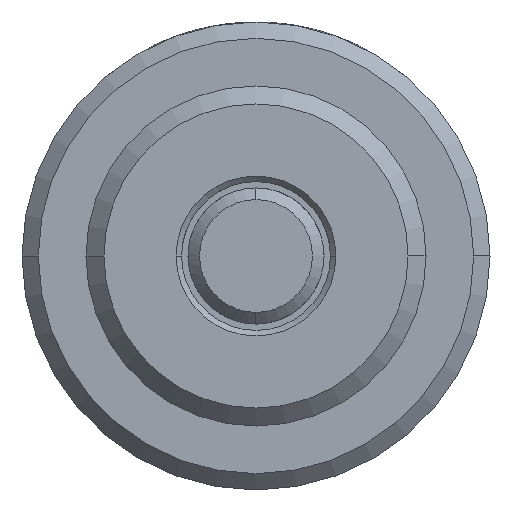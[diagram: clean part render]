
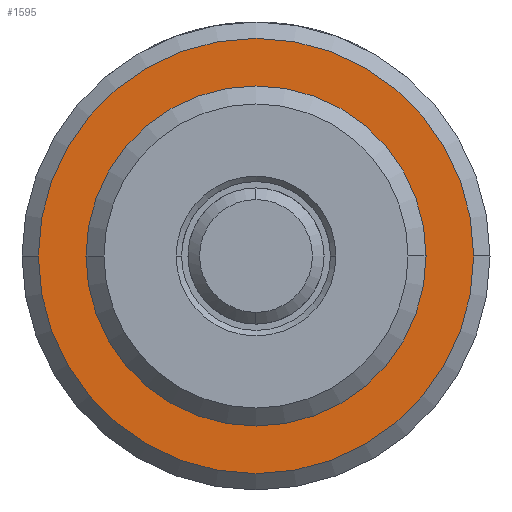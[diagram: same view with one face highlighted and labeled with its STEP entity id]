
A CAD part, left-side view. The second image highlights one B-rep face of the part: STEP entity #1595.
In plain terms, the highlighted planar face has unit normal (-1, 0, 0).
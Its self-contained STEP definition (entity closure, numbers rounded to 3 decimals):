
#13 = VERTEX_POINT ( 'NONE', #1331 ) ;
#164 = CARTESIAN_POINT ( 'NONE',  ( 12.7, 0., 0. ) ) ;
#207 = DIRECTION ( 'NONE',  ( 1., 0., 0. ) ) ;
#341 = ORIENTED_EDGE ( 'NONE', *, *, #4391, .T. ) ;
#467 = AXIS2_PLACEMENT_3D ( 'NONE', #164, #1175, #4976 ) ;
#540 = FACE_OUTER_BOUND ( 'NONE', #3630, .T. ) ;
#568 = CARTESIAN_POINT ( 'NONE',  ( 12.7, 0., 0. ) ) ;
#864 = ORIENTED_EDGE ( 'NONE', *, *, #2747, .F. ) ;
#944 = AXIS2_PLACEMENT_3D ( 'NONE', #1051, #207, #1488 ) ;
#1051 = CARTESIAN_POINT ( 'NONE',  ( 12.7, 0., 0. ) ) ;
#1175 = DIRECTION ( 'NONE',  ( 1., 0., 0. ) ) ;
#1331 = CARTESIAN_POINT ( 'NONE',  ( 12.7, 0., -10.16 ) ) ;
#1365 = CARTESIAN_POINT ( 'NONE',  ( 12.7, 0., 0. ) ) ;
#1399 = DIRECTION ( 'NONE',  ( 0., 0., -1. ) ) ;
#1429 = DIRECTION ( 'NONE',  ( 0., 0., -1. ) ) ;
#1437 = AXIS2_PLACEMENT_3D ( 'NONE', #568, #2622, #2809 ) ;
#1488 = DIRECTION ( 'NONE',  ( 0., 0., -1. ) ) ;
#1508 = EDGE_CURVE ( 'NONE', #3457, #1575, #5264, .T. ) ;
#1575 = VERTEX_POINT ( 'NONE', #2373 ) ;
#1595 = ADVANCED_FACE ( 'NONE', ( #540, #3645 ), #5303, .F. ) ;
#2145 = ORIENTED_EDGE ( 'NONE', *, *, #1508, .T. ) ;
#2262 = CIRCLE ( 'NONE', #944, 10.16 ) ;
#2373 = CARTESIAN_POINT ( 'NONE',  ( 12.7, 0., -7.906 ) ) ;
#2386 = CIRCLE ( 'NONE', #4889, 7.906 ) ;
#2399 = ORIENTED_EDGE ( 'NONE', *, *, #4424, .F. ) ;
#2622 = DIRECTION ( 'NONE',  ( 1., 0., 0. ) ) ;
#2628 = CARTESIAN_POINT ( 'NONE',  ( 12.7, 0., 0. ) ) ;
#2747 = EDGE_CURVE ( 'NONE', #13, #5002, #2262, .T. ) ;
#2809 = DIRECTION ( 'NONE',  ( 0., 0., -1. ) ) ;
#2820 = AXIS2_PLACEMENT_3D ( 'NONE', #1365, #5149, #1429 ) ;
#3457 = VERTEX_POINT ( 'NONE', #3777 ) ;
#3630 = EDGE_LOOP ( 'NONE', ( #2399, #864 ) ) ;
#3645 = FACE_BOUND ( 'NONE', #4525, .T. ) ;
#3777 = CARTESIAN_POINT ( 'NONE',  ( 12.7, 0., 7.906 ) ) ;
#4366 = CIRCLE ( 'NONE', #2820, 10.16 ) ;
#4391 = EDGE_CURVE ( 'NONE', #1575, #3457, #2386, .T. ) ;
#4424 = EDGE_CURVE ( 'NONE', #5002, #13, #4366, .T. ) ;
#4525 = EDGE_LOOP ( 'NONE', ( #341, #2145 ) ) ;
#4746 = CARTESIAN_POINT ( 'NONE',  ( 12.7, 0., 10.16 ) ) ;
#4889 = AXIS2_PLACEMENT_3D ( 'NONE', #2628, #5090, #1399 ) ;
#4976 = DIRECTION ( 'NONE',  ( 0., 0., -1. ) ) ;
#5002 = VERTEX_POINT ( 'NONE', #4746 ) ;
#5090 = DIRECTION ( 'NONE',  ( 1., 0., 0. ) ) ;
#5149 = DIRECTION ( 'NONE',  ( 1., 0., 0. ) ) ;
#5264 = CIRCLE ( 'NONE', #1437, 7.906 ) ;
#5303 = PLANE ( 'NONE',  #467 ) ;
